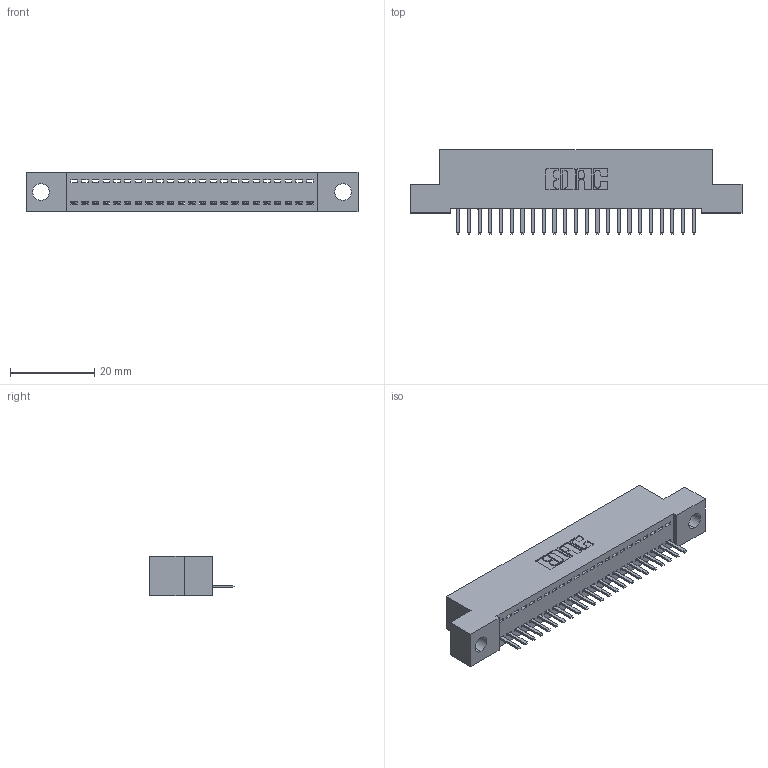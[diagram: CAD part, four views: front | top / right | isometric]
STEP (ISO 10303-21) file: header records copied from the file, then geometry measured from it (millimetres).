
FILE_DESCRIPTION (( 'STEP AP203' ), '1' );
FILE_NAME ('392-023-520-104.STEP', '2019-10-07T06:43:38', ( '' ), ( '' ), 'SwSTEP 2.0', 'SolidWorks 2016', '' );
FILE_SCHEMA (( 'CONFIG_CONTROL_DESIGN' ));
Length unit declared in the file: inch
Products named in the file (3): 342 Part_.156 TH; 345-292-001_345-293-120; 392-023-520-104
Assembly tree (24 placements, depth 2):
  392-023-520-104
    342 Part_.156 TH
    345-292-001_345-293-120  x23
Bounding box: 78.74 x 20.02 x 9.4 mm (x, y, z)
Volume: 6680.8 mm3; surface area: 9062.8 mm2
Topology: 24 solids, 24 shells, 1536 faces, 4531 edges, 2958 vertices
Faces by surface type: plane 1078, cylinder 458
Entity records: 16503 total; most frequent: CARTESIAN_POINT 2867, ORIENTED_EDGE 2814, DIRECTION 2445, EDGE_CURVE 1407, LINE 1275, VECTOR 1275, VERTEX_POINT 934, AXIS2_PLACEMENT_3D 585
